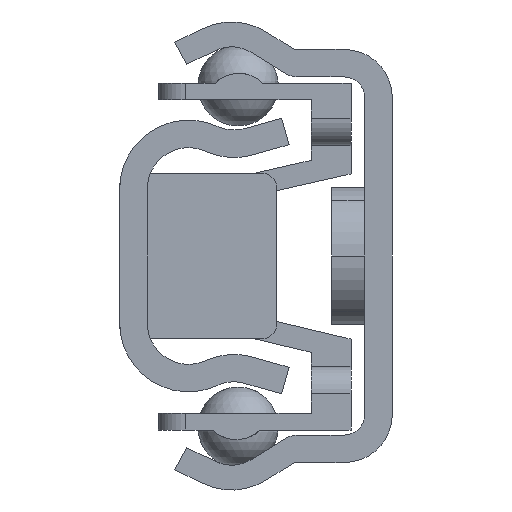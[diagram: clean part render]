
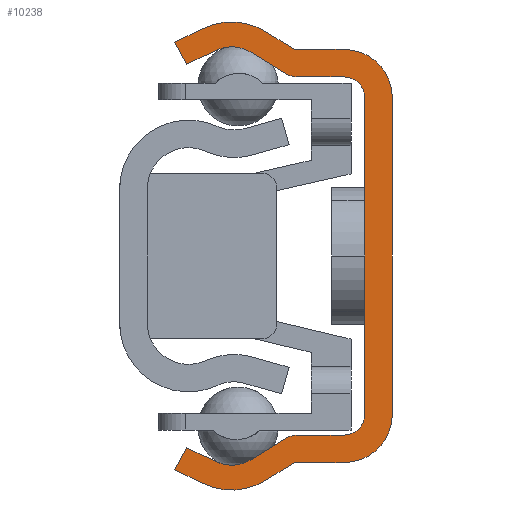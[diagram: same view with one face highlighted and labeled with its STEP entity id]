
A CAD part, front view. The second image highlights one B-rep face of the part: STEP entity #10238.
In plain terms, the highlighted planar face has unit normal (0, -1, 0).
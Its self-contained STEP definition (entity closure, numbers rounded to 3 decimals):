
#9411=CARTESIAN_POINT('',(1.921,0.,-5.75));
#9412=DIRECTION('',(0.,1.,0.));
#9413=DIRECTION('',(1.,0.,0.));
#9414=AXIS2_PLACEMENT_3D('',#9411,#9412,#9413);
#9416=DIRECTION('',(-1.,0.,0.));
#9417=VECTOR('',#9416,1.804);
#9418=CARTESIAN_POINT('',(1.921,0.,-7.5));
#9419=LINE('',#9418,#9417);
#9420=DIRECTION('',(-0.85,0.,-0.527));
#9421=VECTOR('',#9420,1.23);
#9422=CARTESIAN_POINT('',(0.116,0.,-7.5));
#9423=LINE('',#9422,#9421);
#9424=CARTESIAN_POINT('',(-2.167,0.,-6.15));
#9425=DIRECTION('',(0.,1.,0.));
#9426=DIRECTION('',(0.527,0.,-0.85));
#9427=AXIS2_PLACEMENT_3D('',#9424,#9425,#9426);
#9429=DIRECTION('',(-0.899,0.,0.438));
#9430=VECTOR('',#9429,1.15);
#9431=CARTESIAN_POINT('',(-3.195,0.,-8.263));
#9432=LINE('',#9431,#9430);
#9433=DIRECTION('',(0.479,0.,0.878));
#9434=VECTOR('',#9433,0.914);
#9435=CARTESIAN_POINT('',(-4.229,0.,-7.76));
#9436=LINE('',#9435,#9434);
#9437=DIRECTION('',(0.899,0.,-0.438));
#9438=VECTOR('',#9437,1.15);
#9439=CARTESIAN_POINT('',(-3.791,0.,-6.957));
#9440=LINE('',#9439,#9438);
#9441=CARTESIAN_POINT('',(-2.167,0.,-6.246));
#9442=DIRECTION('',(0.,-1.,0.));
#9443=DIRECTION('',(-0.438,0.,-0.899));
#9444=AXIS2_PLACEMENT_3D('',#9441,#9442,#9443);
#9446=DIRECTION('',(0.85,0.,0.527));
#9447=VECTOR('',#9446,1.413);
#9448=CARTESIAN_POINT('',(-1.456,0.,-7.394));
#9449=LINE('',#9448,#9447);
#9450=CARTESIAN_POINT('',(0.272,0.,-7.5));
#9451=DIRECTION('',(0.,1.,0.));
#9452=DIRECTION('',(-0.527,0.,0.85));
#9453=AXIS2_PLACEMENT_3D('',#9450,#9451,#9452);
#9455=DIRECTION('',(1.,0.,0.));
#9456=VECTOR('',#9455,1.649);
#9457=CARTESIAN_POINT('',(0.272,0.,-6.5));
#9458=LINE('',#9457,#9456);
#9459=CARTESIAN_POINT('',(1.921,0.,-5.75));
#9460=DIRECTION('',(0.,-1.,0.));
#9461=DIRECTION('',(0.,0.,-1.));
#9462=AXIS2_PLACEMENT_3D('',#9459,#9460,#9461);
#9464=CARTESIAN_POINT('',(1.921,0.,5.75));
#9465=DIRECTION('',(0.,-1.,0.));
#9466=DIRECTION('',(1.,0.,0.));
#9467=AXIS2_PLACEMENT_3D('',#9464,#9465,#9466);
#9469=DIRECTION('',(-1.,0.,0.));
#9470=VECTOR('',#9469,1.649);
#9471=CARTESIAN_POINT('',(1.921,0.,6.5));
#9472=LINE('',#9471,#9470);
#9473=CARTESIAN_POINT('',(0.272,0.,7.5));
#9474=DIRECTION('',(0.,1.,0.));
#9475=DIRECTION('',(0.,0.,-1.));
#9476=AXIS2_PLACEMENT_3D('',#9473,#9474,#9475);
#9478=DIRECTION('',(-0.85,0.,0.527));
#9479=VECTOR('',#9478,1.413);
#9480=CARTESIAN_POINT('',(-0.255,0.,6.65));
#9481=LINE('',#9480,#9479);
#9482=CARTESIAN_POINT('',(-2.167,0.,6.246));
#9483=DIRECTION('',(0.,-1.,0.));
#9484=DIRECTION('',(0.527,0.,0.85));
#9485=AXIS2_PLACEMENT_3D('',#9482,#9483,#9484);
#9487=DIRECTION('',(-0.899,0.,-0.438));
#9488=VECTOR('',#9487,1.15);
#9489=CARTESIAN_POINT('',(-2.757,0.,7.46));
#9490=LINE('',#9489,#9488);
#9491=DIRECTION('',(-0.479,0.,0.878));
#9492=VECTOR('',#9491,0.914);
#9493=CARTESIAN_POINT('',(-3.791,0.,6.957));
#9494=LINE('',#9493,#9492);
#9495=DIRECTION('',(0.899,0.,0.438));
#9496=VECTOR('',#9495,1.15);
#9497=CARTESIAN_POINT('',(-4.229,0.,7.76));
#9498=LINE('',#9497,#9496);
#9499=CARTESIAN_POINT('',(-2.167,0.,6.15));
#9500=DIRECTION('',(0.,1.,0.));
#9501=DIRECTION('',(-0.438,0.,0.899));
#9502=AXIS2_PLACEMENT_3D('',#9499,#9500,#9501);
#9504=DIRECTION('',(0.85,0.,-0.527));
#9505=VECTOR('',#9504,1.23);
#9506=CARTESIAN_POINT('',(-0.929,0.,8.148));
#9507=LINE('',#9506,#9505);
#9508=DIRECTION('',(1.,0.,0.));
#9509=VECTOR('',#9508,1.804);
#9510=CARTESIAN_POINT('',(0.116,0.,7.5));
#9511=LINE('',#9510,#9509);
#9512=CARTESIAN_POINT('',(1.921,0.,5.75));
#9513=DIRECTION('',(0.,1.,0.));
#9514=DIRECTION('',(0.,0.,1.));
#9515=AXIS2_PLACEMENT_3D('',#9512,#9513,#9514);
#9535=DIRECTION('',(0.,0.,1.));
#9536=VECTOR('',#9535,11.5);
#9537=CARTESIAN_POINT('',(3.671,0.,-5.75));
#9538=LINE('',#9537,#9536);
#9609=DIRECTION('',(0.,0.,-1.));
#9610=VECTOR('',#9609,11.5);
#9611=CARTESIAN_POINT('',(2.671,0.,5.75));
#9612=LINE('',#9611,#9610);
#10003=CARTESIAN_POINT('',(3.671,0.,-5.75));
#10004=CARTESIAN_POINT('',(1.921,0.,-7.5));
#10005=VERTEX_POINT('',#10003);
#10006=VERTEX_POINT('',#10004);
#10007=CARTESIAN_POINT('',(0.116,0.,-7.5));
#10008=VERTEX_POINT('',#10007);
#10009=CARTESIAN_POINT('',(-0.929,0.,-8.148));
#10010=VERTEX_POINT('',#10009);
#10011=CARTESIAN_POINT('',(-3.195,0.,-8.263));
#10012=VERTEX_POINT('',#10011);
#10013=CARTESIAN_POINT('',(-4.229,0.,-7.76));
#10014=VERTEX_POINT('',#10013);
#10015=CARTESIAN_POINT('',(-3.791,0.,-6.957));
#10016=VERTEX_POINT('',#10015);
#10017=CARTESIAN_POINT('',(-2.757,0.,-7.46));
#10018=VERTEX_POINT('',#10017);
#10019=CARTESIAN_POINT('',(-1.456,0.,-7.394));
#10020=VERTEX_POINT('',#10019);
#10021=CARTESIAN_POINT('',(-0.255,0.,-6.65));
#10022=VERTEX_POINT('',#10021);
#10023=CARTESIAN_POINT('',(0.272,0.,-6.5));
#10024=VERTEX_POINT('',#10023);
#10025=CARTESIAN_POINT('',(1.921,0.,-6.5));
#10026=VERTEX_POINT('',#10025);
#10027=CARTESIAN_POINT('',(2.671,0.,-5.75));
#10028=VERTEX_POINT('',#10027);
#10029=CARTESIAN_POINT('',(2.671,0.,5.75));
#10030=CARTESIAN_POINT('',(1.921,0.,6.5));
#10031=VERTEX_POINT('',#10029);
#10032=VERTEX_POINT('',#10030);
#10033=CARTESIAN_POINT('',(0.272,0.,6.5));
#10034=VERTEX_POINT('',#10033);
#10035=CARTESIAN_POINT('',(-0.255,0.,6.65));
#10036=VERTEX_POINT('',#10035);
#10037=CARTESIAN_POINT('',(-1.456,0.,7.394));
#10038=VERTEX_POINT('',#10037);
#10039=CARTESIAN_POINT('',(-2.757,0.,7.46));
#10040=VERTEX_POINT('',#10039);
#10041=CARTESIAN_POINT('',(-3.791,0.,6.957));
#10042=VERTEX_POINT('',#10041);
#10043=CARTESIAN_POINT('',(-4.229,0.,7.76));
#10044=VERTEX_POINT('',#10043);
#10045=CARTESIAN_POINT('',(-3.195,0.,8.263));
#10046=VERTEX_POINT('',#10045);
#10047=CARTESIAN_POINT('',(-0.929,0.,8.148));
#10048=VERTEX_POINT('',#10047);
#10049=CARTESIAN_POINT('',(0.116,0.,7.5));
#10050=VERTEX_POINT('',#10049);
#10051=CARTESIAN_POINT('',(1.921,0.,7.5));
#10052=VERTEX_POINT('',#10051);
#10053=CARTESIAN_POINT('',(3.671,0.,5.75));
#10054=VERTEX_POINT('',#10053);
#10179=CARTESIAN_POINT('',(0.,0.,0.));
#10180=DIRECTION('',(0.,1.,0.));
#10181=DIRECTION('',(1.,0.,0.));
#10182=AXIS2_PLACEMENT_3D('',#10179,#10180,#10181);
#10183=PLANE('',#10182);
#10185=ORIENTED_EDGE('',*,*,#10184,.T.);
#10187=ORIENTED_EDGE('',*,*,#10186,.T.);
#10189=ORIENTED_EDGE('',*,*,#10188,.T.);
#10191=ORIENTED_EDGE('',*,*,#10190,.T.);
#10193=ORIENTED_EDGE('',*,*,#10192,.T.);
#10195=ORIENTED_EDGE('',*,*,#10194,.T.);
#10197=ORIENTED_EDGE('',*,*,#10196,.T.);
#10199=ORIENTED_EDGE('',*,*,#10198,.T.);
#10201=ORIENTED_EDGE('',*,*,#10200,.T.);
#10203=ORIENTED_EDGE('',*,*,#10202,.T.);
#10205=ORIENTED_EDGE('',*,*,#10204,.T.);
#10207=ORIENTED_EDGE('',*,*,#10206,.T.);
#10209=ORIENTED_EDGE('',*,*,#10208,.F.);
#10211=ORIENTED_EDGE('',*,*,#10210,.T.);
#10213=ORIENTED_EDGE('',*,*,#10212,.T.);
#10215=ORIENTED_EDGE('',*,*,#10214,.T.);
#10217=ORIENTED_EDGE('',*,*,#10216,.T.);
#10219=ORIENTED_EDGE('',*,*,#10218,.T.);
#10221=ORIENTED_EDGE('',*,*,#10220,.T.);
#10223=ORIENTED_EDGE('',*,*,#10222,.T.);
#10225=ORIENTED_EDGE('',*,*,#10224,.T.);
#10227=ORIENTED_EDGE('',*,*,#10226,.T.);
#10229=ORIENTED_EDGE('',*,*,#10228,.T.);
#10231=ORIENTED_EDGE('',*,*,#10230,.T.);
#10233=ORIENTED_EDGE('',*,*,#10232,.T.);
#10235=ORIENTED_EDGE('',*,*,#10234,.F.);
#10236=EDGE_LOOP('',(#10185,#10187,#10189,#10191,#10193,#10195,#10197,#10199,
#10201,#10203,#10205,#10207,#10209,#10211,#10213,#10215,#10217,#10219,#10221,
#10223,#10225,#10227,#10229,#10231,#10233,#10235));
#10237=FACE_OUTER_BOUND('',#10236,.F.);
#10238=ADVANCED_FACE('',(#10237),#10183,.F.);
#9415=CIRCLE('',#9414,1.75);
#9428=CIRCLE('',#9427,2.35);
#9445=CIRCLE('',#9444,1.35);
#9454=CIRCLE('',#9453,1.);
#9463=CIRCLE('',#9462,0.75);
#9468=CIRCLE('',#9467,0.75);
#9477=CIRCLE('',#9476,1.);
#9486=CIRCLE('',#9485,1.35);
#9503=CIRCLE('',#9502,2.35);
#9516=CIRCLE('',#9515,1.75);
#10184=EDGE_CURVE('',#10005,#10006,#9415,.T.);
#10186=EDGE_CURVE('',#10006,#10008,#9419,.T.);
#10188=EDGE_CURVE('',#10008,#10010,#9423,.T.);
#10190=EDGE_CURVE('',#10010,#10012,#9428,.T.);
#10192=EDGE_CURVE('',#10012,#10014,#9432,.T.);
#10194=EDGE_CURVE('',#10014,#10016,#9436,.T.);
#10196=EDGE_CURVE('',#10016,#10018,#9440,.T.);
#10198=EDGE_CURVE('',#10018,#10020,#9445,.T.);
#10200=EDGE_CURVE('',#10020,#10022,#9449,.T.);
#10202=EDGE_CURVE('',#10022,#10024,#9454,.T.);
#10204=EDGE_CURVE('',#10024,#10026,#9458,.T.);
#10206=EDGE_CURVE('',#10026,#10028,#9463,.T.);
#10208=EDGE_CURVE('',#10031,#10028,#9612,.T.);
#10210=EDGE_CURVE('',#10031,#10032,#9468,.T.);
#10212=EDGE_CURVE('',#10032,#10034,#9472,.T.);
#10214=EDGE_CURVE('',#10034,#10036,#9477,.T.);
#10216=EDGE_CURVE('',#10036,#10038,#9481,.T.);
#10218=EDGE_CURVE('',#10038,#10040,#9486,.T.);
#10220=EDGE_CURVE('',#10040,#10042,#9490,.T.);
#10222=EDGE_CURVE('',#10042,#10044,#9494,.T.);
#10224=EDGE_CURVE('',#10044,#10046,#9498,.T.);
#10226=EDGE_CURVE('',#10046,#10048,#9503,.T.);
#10228=EDGE_CURVE('',#10048,#10050,#9507,.T.);
#10230=EDGE_CURVE('',#10050,#10052,#9511,.T.);
#10232=EDGE_CURVE('',#10052,#10054,#9516,.T.);
#10234=EDGE_CURVE('',#10005,#10054,#9538,.T.);
